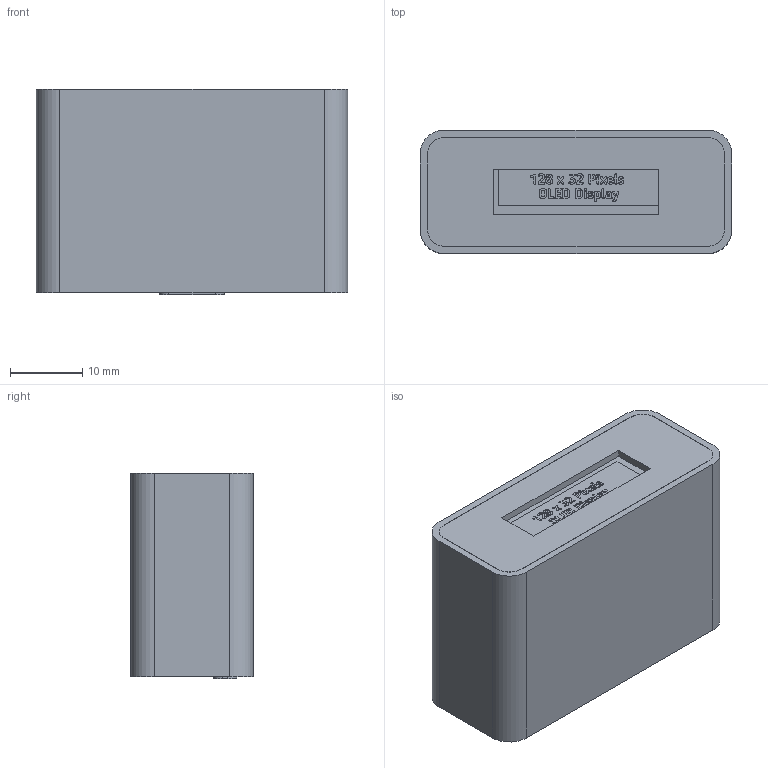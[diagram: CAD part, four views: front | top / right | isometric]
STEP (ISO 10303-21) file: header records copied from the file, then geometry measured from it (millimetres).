
FILE_DESCRIPTION(/* description */ (''),/* implementation_level */ '2;1');
FILE_NAME(/* name */ 'pocket clock v3.step',/* time_stamp */ '2024-03-24T23:13:05+05:30',/* author */ (''),/* organization */ (''),/* preprocessor_version */ 'ST-DEVELOPER v20',/* originating_system */ 'Autodesk Translation Framework v12.20.1.177',/* authorisation */ '');
FILE_SCHEMA (('AUTOMOTIVE_DESIGN { 1 0 10303 214 3 1 1 }'));
Products named in the file (53): poket clock; OLED 128 x 32 Display Assembly v1; Board_001; 0603 Capacitor_001; 0603 Capacitor_002; 0603 Capacitor_003; 0603 Capacitor_004; 0603 Capacitor_005; 0603 Capacitor_006; 0603 Capacitor_007; 0603 Capacitor_008; 0603 Resistor_001; 0603 Resistor_002; 0603 Resistor_003; 0603 Resistor_004; 0603 Resistor_005; Surface Mount Transistor_001; XIAO-ESP32S3 v2; Seeed Studio XIAO-ESP32-S3 (Sense); USB TYPE C PORT; USB TYPE C PORT (1); BOSS-EXTRUDE14_8_; BOSS-EXTRUDE7_4_; BOSS-EXTRUDE7_3_; BOSS-EXTRUDE14_4_; BOSS-EXTRUDE14_2_; BOSS-EXTRUDE14_11_; BOSS-EXTRUDE7_7_; BOSS-EXTRUDE14_9_; BOSS-EXTRUDE14_3_; BOSS-EXTRUDE14_7_; MIRROR2; BOSS-EXTRUDE14_5_; BOSS-EXTRUDE14_12_; BOSS-EXTRUDE7_8_; BOSS-EXTRUDE7_1_; BOSS-EXTRUDE14_10_; BOSS-EXTRUDE7_9_; BOSS-EXTRUDE14_6_; CHAMFER9 ...
Assembly tree (54 placements, depth 6):
  poket clock
    OLED 128 x 32 Display Assembly v1
      Board_001
      0603 Capacitor_001
      0603 Capacitor_002
      0603 Capacitor_003
      0603 Capacitor_004
      0603 Capacitor_005
      0603 Capacitor_006
      0603 Capacitor_007
      0603 Capacitor_008
      0603 Resistor_001
      0603 Resistor_002
      0603 Resistor_003
      0603 Resistor_004
      0603 Resistor_005
      Surface Mount Transistor_001
    XIAO-ESP32S3 v2
      Seeed Studio XIAO-ESP32-S3 (Sense)
        USB TYPE C PORT
          USB TYPE C PORT (1)
            BOSS-EXTRUDE14_8_
            BOSS-EXTRUDE7_4_
            BOSS-EXTRUDE7_3_
            BOSS-EXTRUDE14_4_
            BOSS-EXTRUDE14_2_
            BOSS-EXTRUDE14_11_
            BOSS-EXTRUDE7_7_
            BOSS-EXTRUDE14_9_
            BOSS-EXTRUDE14_3_
            BOSS-EXTRUDE14_7_
            MIRROR2
            BOSS-EXTRUDE14_5_
            BOSS-EXTRUDE14_12_
            BOSS-EXTRUDE7_8_
            BOSS-EXTRUDE7_1_
            BOSS-EXTRUDE14_10_
            BOSS-EXTRUDE7_9_
            BOSS-EXTRUDE14_6_
            CHAMFER9
            BOSS-EXTRUDE14_1_
            BOSS-EXTRUDE7_6_
            BOSS-EXTRUDE7_2_
            CUT-EXTRUDE5
            BOSS-EXTRUDE7_5_
        Shield
        SKTAAAE010 v1
          Body
          Pins
        SKTAAAE010 v1_1
          Body
          Pins
        U.FL-R-SMT-1_10_ v1
    Component18
    Component19
Bounding box: 43 x 17 x 28.31 mm (x, y, z)
Volume: 6770.1 mm3; surface area: 13800.8 mm2
Topology: 124 solids, 129 shells, 2847 faces, 7595 edges, 5017 vertices
Faces by surface type: plane 1277, bspline 1267, cylinder 276, torus 12, cone 9, sphere 6
Full cylindrical faces by diameter (mm): 0.5 x3, 0.6 x2, 0.75 x14, 0.9 x4, 1.524 x8, 1.72 x1, 1.86 x1, 2 x2
Entity records: 91649 total; most frequent: CARTESIAN_POINT 27328, ORIENTED_EDGE 15066, DIRECTION 8885, EDGE_CURVE 7533, VERTEX_POINT 4977, LINE 4415, VECTOR 4415, EDGE_LOOP 2980
